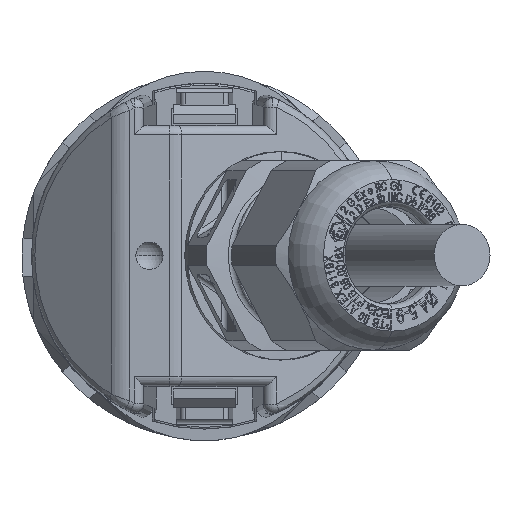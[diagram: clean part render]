
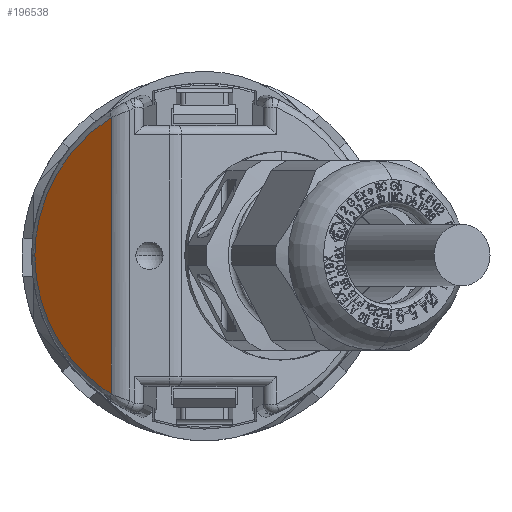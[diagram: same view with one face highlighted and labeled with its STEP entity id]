
A CAD part, top view. The second image highlights one B-rep face of the part: STEP entity #196538.
In plain terms, the highlighted face is planar.
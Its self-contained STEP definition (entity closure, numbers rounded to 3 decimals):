
#17806 = CARTESIAN_POINT ( 'NONE',  ( -23., 22.5, 38.672 ) ) ;
#28897 = EDGE_LOOP ( 'NONE', ( #176037, #61254, #135217 ) ) ;
#37703 = CARTESIAN_POINT ( 'NONE',  ( -6.06, 17.893, 42.538 ) ) ;
#50530 = FACE_OUTER_BOUND ( 'NONE', #28897, .T. ) ;
#54186 = VERTEX_POINT ( 'NONE', #219100 ) ;
#61254 = ORIENTED_EDGE ( 'NONE', *, *, #191401, .T. ) ;
#69518 = CARTESIAN_POINT ( 'NONE',  ( 11.366, 14.964, 44.995 ) ) ;
#71942 = DIRECTION ( 'NONE',  ( 0., -0.643, -0.766 ) ) ;
#87571 = CARTESIAN_POINT ( 'NONE',  ( 6.06, 17.893, 42.538 ) ) ;
#110630 = CARTESIAN_POINT ( 'NONE',  ( -14.596, 9.836, 49.298 ) ) ;
#117827 = EDGE_CURVE ( 'NONE', #215248, #209096, #170872, .T. ) ;
#117899 = CARTESIAN_POINT ( 'NONE',  ( 0., 17.893, 42.538 ) ) ;
#127097 = CARTESIAN_POINT ( 'NONE',  ( -11.366, 14.964, 44.995 ) ) ;
#135217 = ORIENTED_EDGE ( 'NONE', *, *, #117827, .T. ) ;
#155096 = AXIS2_PLACEMENT_3D ( 'NONE', #17806, #71942, #197359 ) ;
#168760 = EDGE_CURVE ( 'NONE', #209096, #54186, #225631, .T. ) ;
#170872 =( BOUNDED_CURVE ( )  B_SPLINE_CURVE ( 3, ( #218029, #37703, #127097, #110630 ),
 .UNSPECIFIED., .F., .F. ) 
 B_SPLINE_CURVE_WITH_KNOTS ( ( 4, 4 ),
 ( 0., 1.009 ),
 .UNSPECIFIED. ) 
 CURVE ( )  GEOMETRIC_REPRESENTATION_ITEM ( )  RATIONAL_B_SPLINE_CURVE ( ( 1., 0.917, 0.917, 1. ) ) 
 REPRESENTATION_ITEM ( '' )  );
#172176 = CARTESIAN_POINT ( 'NONE',  ( 15.876, 9.836, 49.298 ) ) ;
#176037 = ORIENTED_EDGE ( 'NONE', *, *, #168760, .T. ) ;
#177685 = CARTESIAN_POINT ( 'NONE',  ( -14.596, 9.836, 49.298 ) ) ;
#178036 = VECTOR ( 'NONE', #190150, 1000. ) ;
#190034 =( BOUNDED_CURVE ( )  B_SPLINE_CURVE ( 3, ( #194941, #69518, #87571, #212955 ),
 .UNSPECIFIED., .F., .F. ) 
 B_SPLINE_CURVE_WITH_KNOTS ( ( 4, 4 ),
 ( 5.274, 6.283 ),
 .UNSPECIFIED. ) 
 CURVE ( )  GEOMETRIC_REPRESENTATION_ITEM ( )  RATIONAL_B_SPLINE_CURVE ( ( 1., 0.917, 0.917, 1. ) ) 
 REPRESENTATION_ITEM ( '' )  );
#190150 = DIRECTION ( 'NONE',  ( 1., 0., 0. ) ) ;
#191401 = EDGE_CURVE ( 'NONE', #54186, #215248, #190034, .T. ) ;
#194941 = CARTESIAN_POINT ( 'NONE',  ( 14.596, 9.836, 49.298 ) ) ;
#196538 = ADVANCED_FACE ( 'NONE', ( #50530 ), #232622, .F. ) ;
#197359 = DIRECTION ( 'NONE',  ( 0., 0.766, -0.643 ) ) ;
#209096 = VERTEX_POINT ( 'NONE', #177685 ) ;
#212955 = CARTESIAN_POINT ( 'NONE',  ( 0., 17.893, 42.538 ) ) ;
#215248 = VERTEX_POINT ( 'NONE', #117899 ) ;
#218029 = CARTESIAN_POINT ( 'NONE',  ( 0., 17.893, 42.538 ) ) ;
#219100 = CARTESIAN_POINT ( 'NONE',  ( 14.596, 9.836, 49.298 ) ) ;
#225631 = LINE ( 'NONE', #172176, #178036 ) ;
#232622 = PLANE ( 'NONE',  #155096 ) ;
